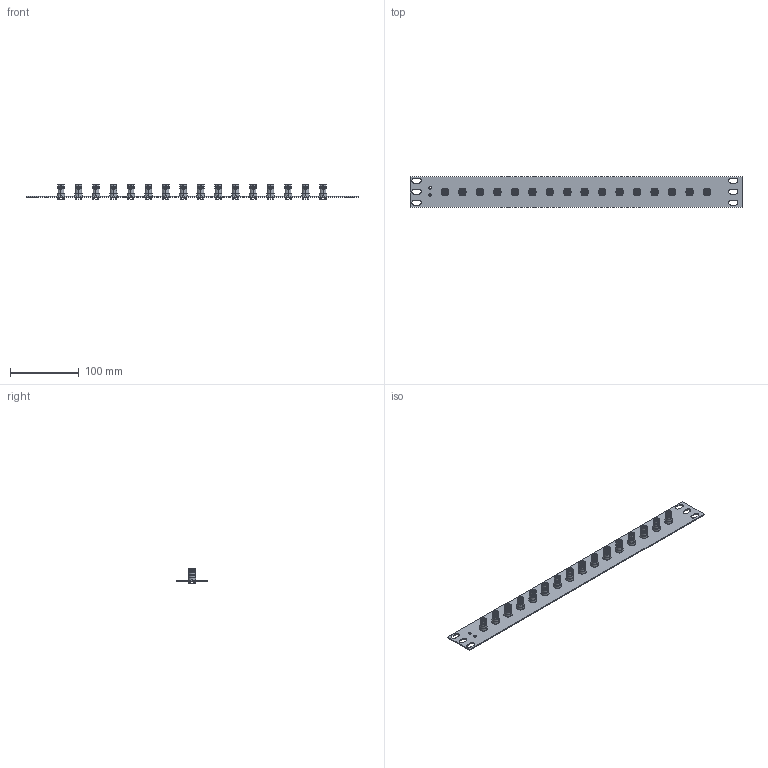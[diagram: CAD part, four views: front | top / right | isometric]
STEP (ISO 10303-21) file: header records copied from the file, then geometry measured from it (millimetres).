
FILE_DESCRIPTION(('KiCad electronic assembly'),'2;1');
FILE_NAME('BNC-breakout.step','2025-06-17T08:46:37',('Pcbnew'),('Kicad') ,'Open CASCADE STEP processor 7.8','KiCad to STEP converter','Unknown' );
FILE_SCHEMA(('AUTOMOTIVE_DESIGN { 1 0 10303 214 1 1 1 1 }'));
Length unit declared in the file: millimetre
Products named in the file (3): BNC-breakout 1; 031-5329-51RFX; BNC-breakout_PCB
Assembly tree (17 placements, depth 2):
  BNC-breakout 1
    031-5329-51RFX  x16
    BNC-breakout_PCB
Bounding box: 482.6 x 44.45 x 21.1 mm (x, y, z)
Volume: 31134.7 mm3; surface area: 64331.1 mm2
Topology: 1 solids, 65 shells, 1712 faces, 5226 edges, 3468 vertices
Faces by surface type: plane 754, cylinder 526, cone 368, torus 64
Full cylindrical faces by diameter (mm): 1.3 x16, 2.4 x64, 3.75 x2
Entity records: 8108 total; most frequent: CARTESIAN_POINT 1712, DIRECTION 1328, ORIENTED_EDGE 1211, EDGE_CURVE 634, AXIS2_PLACEMENT_3D 529, VERTEX_POINT 423, FACE_BOUND 397, EDGE_LOOP 397
